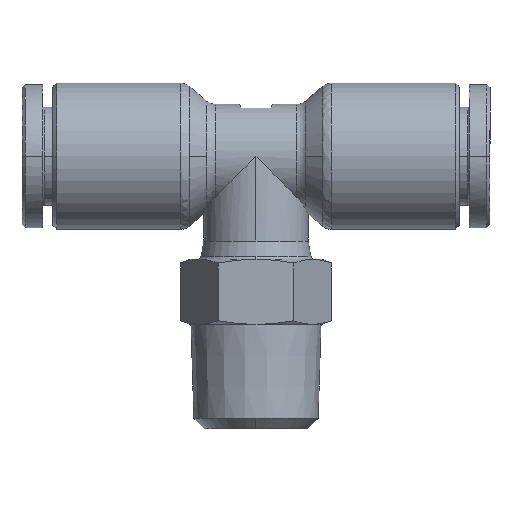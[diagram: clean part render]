
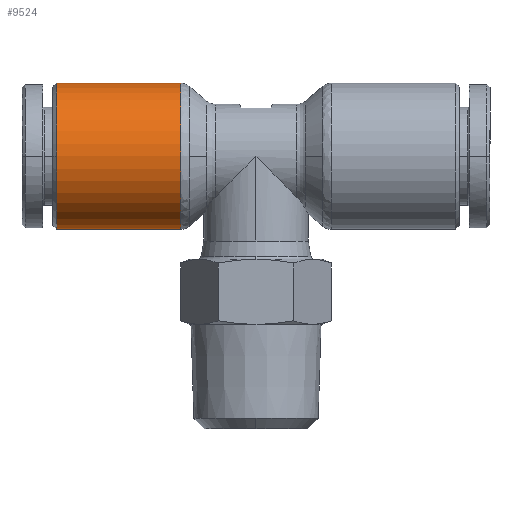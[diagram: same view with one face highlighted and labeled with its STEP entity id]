
A CAD part, front view. The second image highlights one B-rep face of the part: STEP entity #9524.
In plain terms, the highlighted cylindrical face has radius 5.6 mm (diameter 11.2 mm), a partial arc.
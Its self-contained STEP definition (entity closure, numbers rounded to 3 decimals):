
#315 = EDGE_CURVE ( 'NONE', #18749, #8501, #3592, .T. ) ;
#487 = DIRECTION ( 'NONE',  ( -1., 0., 0. ) ) ;
#889 = DIRECTION ( 'NONE',  ( 1., 0., 0. ) ) ;
#1062 = AXIS2_PLACEMENT_3D ( 'NONE', #17972, #487, #9245 ) ;
#1075 = ORIENTED_EDGE ( 'NONE', *, *, #315, .T. ) ;
#1078 = FACE_OUTER_BOUND ( 'NONE', #14587, .T. ) ;
#1093 = AXIS2_PLACEMENT_3D ( 'NONE', #12284, #13746, #12095 ) ;
#1533 = AXIS2_PLACEMENT_3D ( 'NONE', #11724, #18740, #7375 ) ;
#1615 = LINE ( 'NONE', #13357, #8451 ) ;
#2710 = CARTESIAN_POINT ( 'NONE',  ( -8.418, 0., -0.216 ) ) ;
#2843 = EDGE_CURVE ( 'NONE', #11132, #5340, #8000, .T. ) ;
#3011 = ORIENTED_EDGE ( 'NONE', *, *, #2843, .T. ) ;
#3592 = CIRCLE ( 'NONE', #1062, 5.6 ) ;
#3722 = VERTEX_POINT ( 'NONE', #7762 ) ;
#4594 = VECTOR ( 'NONE', #889, 1000. ) ;
#4899 = CARTESIAN_POINT ( 'NONE',  ( -14.018, 0., -5.816 ) ) ;
#5155 = CIRCLE ( 'NONE', #1093, 5.6 ) ;
#5168 = ORIENTED_EDGE ( 'NONE', *, *, #15029, .T. ) ;
#5340 = VERTEX_POINT ( 'NONE', #4899 ) ;
#5522 = DIRECTION ( 'NONE',  ( 1., 0., 0. ) ) ;
#6125 = DIRECTION ( 'NONE',  ( 1., 0., 0. ) ) ;
#6547 = EDGE_CURVE ( 'NONE', #3722, #11132, #5155, .T. ) ;
#6706 = CARTESIAN_POINT ( 'NONE',  ( -4.483, 0., 5.384 ) ) ;
#7375 = DIRECTION ( 'NONE',  ( 0., 0., -1. ) ) ;
#7762 = CARTESIAN_POINT ( 'NONE',  ( -14.018, 0., 5.384 ) ) ;
#8000 = CIRCLE ( 'NONE', #1533, 5.6 ) ;
#8450 = AXIS2_PLACEMENT_3D ( 'NONE', #2710, #5522, #18741 ) ;
#8451 = VECTOR ( 'NONE', #6125, 1000. ) ;
#8501 = VERTEX_POINT ( 'NONE', #6706 ) ;
#9245 = DIRECTION ( 'NONE',  ( 0., 0., -1. ) ) ;
#9524 = ADVANCED_FACE ( 'NONE', ( #1078 ), #10607, .T. ) ;
#10264 = ORIENTED_EDGE ( 'NONE', *, *, #14806, .F. ) ;
#10607 = CYLINDRICAL_SURFACE ( 'NONE', #8450, 5.6 ) ;
#11132 = VERTEX_POINT ( 'NONE', #13420 ) ;
#11724 = CARTESIAN_POINT ( 'NONE',  ( -14.018, 0., -0.216 ) ) ;
#12095 = DIRECTION ( 'NONE',  ( 0., 0., -1. ) ) ;
#12284 = CARTESIAN_POINT ( 'NONE',  ( -14.018, 0., -0.216 ) ) ;
#13357 = CARTESIAN_POINT ( 'NONE',  ( -8.418, 0., -5.816 ) ) ;
#13420 = CARTESIAN_POINT ( 'NONE',  ( -14.018, -5.6, -0.216 ) ) ;
#13746 = DIRECTION ( 'NONE',  ( 1., 0., 0. ) ) ;
#14587 = EDGE_LOOP ( 'NONE', ( #10264, #15896, #3011, #5168, #1075 ) ) ;
#14806 = EDGE_CURVE ( 'NONE', #3722, #8501, #17310, .T. ) ;
#15029 = EDGE_CURVE ( 'NONE', #5340, #18749, #1615, .T. ) ;
#15443 = CARTESIAN_POINT ( 'NONE',  ( -8.418, 0., 5.384 ) ) ;
#15896 = ORIENTED_EDGE ( 'NONE', *, *, #6547, .T. ) ;
#16968 = CARTESIAN_POINT ( 'NONE',  ( -4.483, 0., -5.816 ) ) ;
#17310 = LINE ( 'NONE', #15443, #4594 ) ;
#17972 = CARTESIAN_POINT ( 'NONE',  ( -4.483, 0., -0.216 ) ) ;
#18740 = DIRECTION ( 'NONE',  ( 1., 0., 0. ) ) ;
#18741 = DIRECTION ( 'NONE',  ( 0., 0., -1. ) ) ;
#18749 = VERTEX_POINT ( 'NONE', #16968 ) ;
